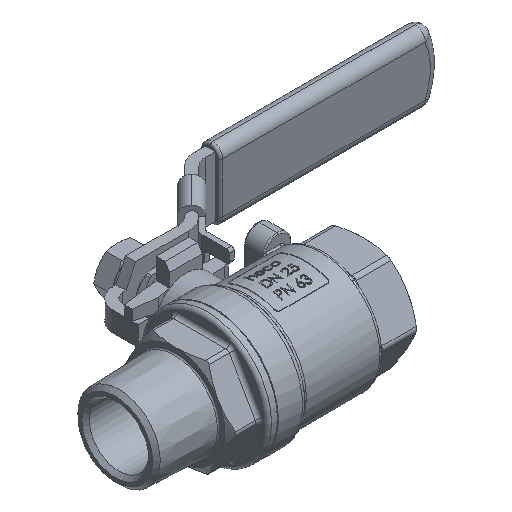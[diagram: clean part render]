
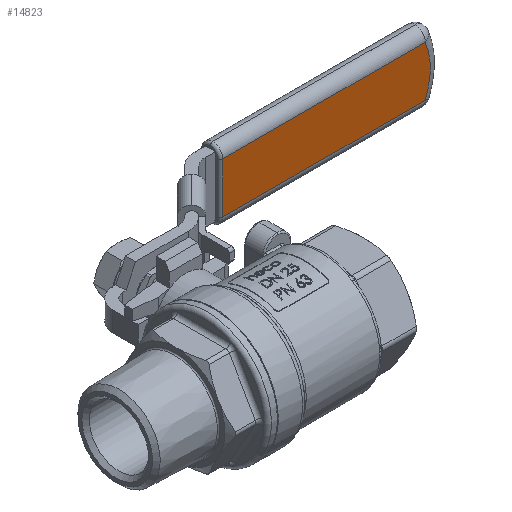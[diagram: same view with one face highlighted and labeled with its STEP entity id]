
A CAD part, isometric view. The second image highlights one B-rep face of the part: STEP entity #14823.
In plain terms, the highlighted planar face has unit normal (0, -1, 0).
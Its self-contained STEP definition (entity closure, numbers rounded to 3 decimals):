
#11785 = VERTEX_POINT ( 'NONE', #32505 ) ;
#11789 = VERTEX_POINT ( 'NONE', #32510 ) ;
#11794 = VERTEX_POINT ( 'NONE', #32519 ) ;
#11797 = VERTEX_POINT ( 'NONE', #32523 ) ;
#12027 = EDGE_LOOP ( 'NONE', ( #19226, #19227, #19228, #19229 ) ) ;
#14823 = ADVANCED_FACE ( 'NONE', ( #15369 ), #15370, .F. ) ;
#15369 = FACE_OUTER_BOUND ( 'NONE', #12027, .T. ) ;
#15370 = PLANE ( 'NONE',  #19806 ) ;
#15380 = CARTESIAN_POINT ( 'NONE',  ( 135., 65., 14. ) ) ;
#15381 = DIRECTION ( 'NONE',  ( 0., 1., 0. ) ) ;
#15382 = DIRECTION ( 'NONE',  ( 0., 0., 1. ) ) ;
#19226 = ORIENTED_EDGE ( 'NONE', *, *, #30860, .T. ) ;
#19227 = ORIENTED_EDGE ( 'NONE', *, *, #33559, .T. ) ;
#19228 = ORIENTED_EDGE ( 'NONE', *, *, #31054, .T. ) ;
#19229 = ORIENTED_EDGE ( 'NONE', *, *, #29841, .T. ) ;
#19806 = AXIS2_PLACEMENT_3D ( 'NONE', #15380, #15381, #15382 ) ;
#26246 = VECTOR ( 'NONE', #38610, 1000. ) ;
#26875 = LINE ( 'NONE', #26878, #31751 ) ;
#26878 = CARTESIAN_POINT ( 'NONE',  ( 135., 65., 10.001 ) ) ;
#26879 = DIRECTION ( 'NONE',  ( -1., 0., 0. ) ) ;
#27293 = LINE ( 'NONE', #27294, #31860 ) ;
#27294 = CARTESIAN_POINT ( 'NONE',  ( 131.533, 65., -10.001 ) ) ;
#27295 = DIRECTION ( 'NONE',  ( 1., 0., 0. ) ) ;
#29841 = EDGE_CURVE ( 'NONE', #11785, #11789, #30604, .T. ) ;
#30604 = CIRCLE ( 'NONE', #30611, 26.001 ) ;
#30611 = AXIS2_PLACEMENT_3D ( 'NONE', #34442, #34443, #34444 ) ;
#30860 = EDGE_CURVE ( 'NONE', #11789, #11797, #26875, .T. ) ;
#31054 = EDGE_CURVE ( 'NONE', #11794, #11785, #27293, .T. ) ;
#31751 = VECTOR ( 'NONE', #26879, 1000. ) ;
#31860 = VECTOR ( 'NONE', #27295, 1000. ) ;
#32505 = CARTESIAN_POINT ( 'NONE',  ( 129.001, 65., -10.001 ) ) ;
#32510 = CARTESIAN_POINT ( 'NONE',  ( 129.001, 65., 10.001 ) ) ;
#32519 = CARTESIAN_POINT ( 'NONE',  ( 48.627, 65., -10.001 ) ) ;
#32523 = CARTESIAN_POINT ( 'NONE',  ( 48.627, 65., 10.001 ) ) ;
#33559 = EDGE_CURVE ( 'NONE', #11797, #11794, #38608, .T. ) ;
#34442 = CARTESIAN_POINT ( 'NONE',  ( 105., 65., 0. ) ) ;
#34443 = DIRECTION ( 'NONE',  ( 0., -1., 0. ) ) ;
#34444 = DIRECTION ( 'NONE',  ( 0., 0., 1. ) ) ;
#38608 = LINE ( 'NONE', #38609, #26246 ) ;
#38609 = CARTESIAN_POINT ( 'NONE',  ( 48.627, 65., 14. ) ) ;
#38610 = DIRECTION ( 'NONE',  ( 0., 0., -1. ) ) ;
